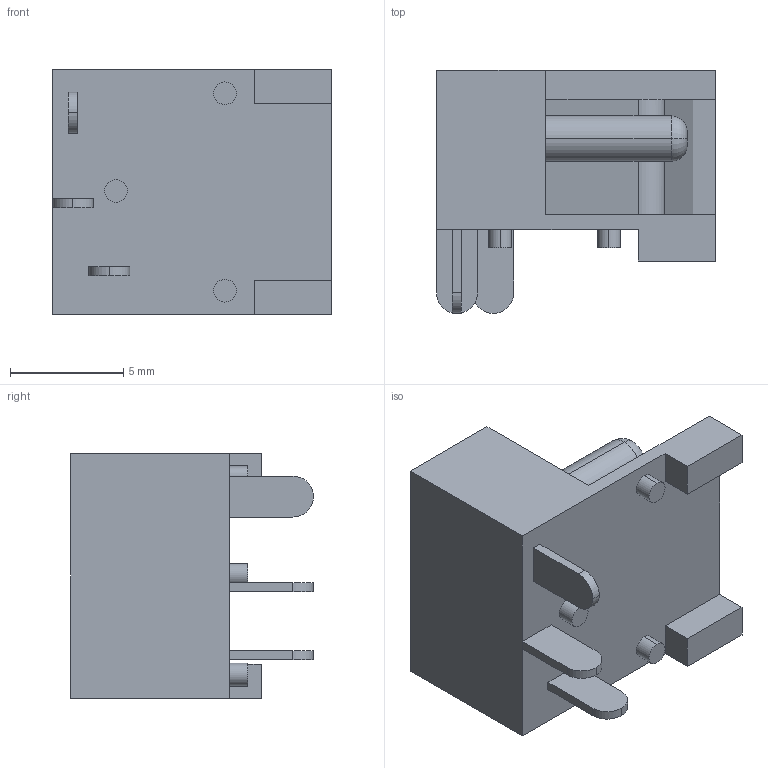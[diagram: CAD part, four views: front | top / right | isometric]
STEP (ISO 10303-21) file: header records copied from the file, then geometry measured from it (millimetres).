
FILE_DESCRIPTION(('STEP AP214'),'1');
FILE_NAME('pj-003a.stp','2018-08-13T05:49:30',('TraceParts'),('TraceParts S.A.'),'Spatial InterOp 3D',' ',' ');
FILE_SCHEMA(('automotive_design'));
Length unit declared in the file: millimetre
Products named in the file (1): pj-003a
Bounding box: 12.3 x 10.7 x 10.8 mm (x, y, z)
Volume: 679.7 mm3; surface area: 720 mm2
Topology: 1 solids, 1 shells, 54 faces, 132 edges, 86 vertices
Faces by surface type: plane 37, cylinder 15, torus 2
Entity records: 2040 total; most frequent: DIRECTION 277, CARTESIAN_POINT 273, ORIENTED_EDGE 264, EDGE_CURVE 132, LINE 97, VECTOR 97, AXIS2_PLACEMENT_3D 90, VERTEX_POINT 86
